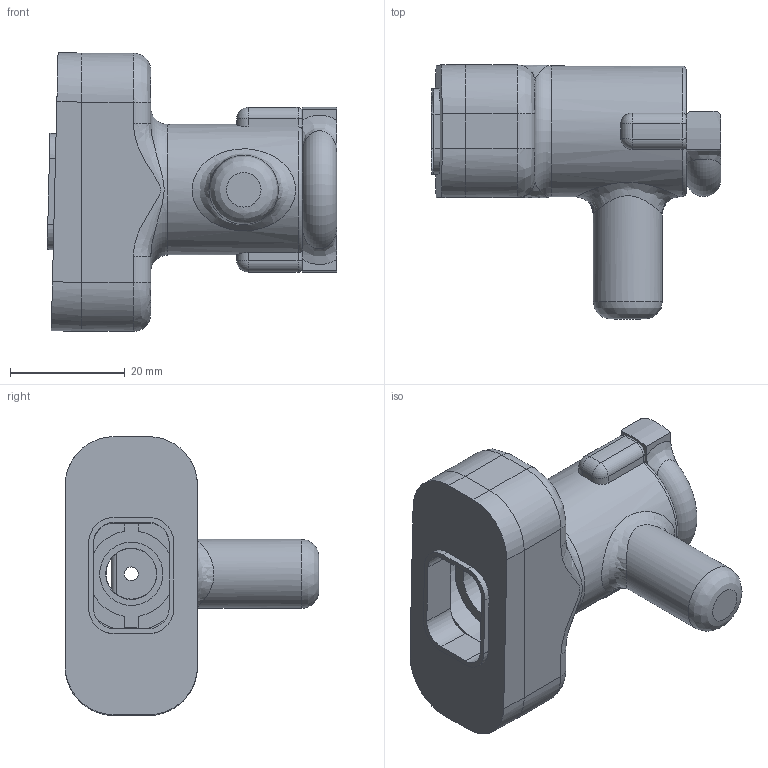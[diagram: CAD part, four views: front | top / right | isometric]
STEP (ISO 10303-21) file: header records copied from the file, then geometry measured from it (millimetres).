
FILE_DESCRIPTION(/* description */ (''),/* implementation_level */ '2;1');
FILE_NAME(/* name */ 'ECDLFocuser.step',/* time_stamp */ '2022-01-20T15:15:49-05:00',/* author */ (''),/* organization */ (''),/* preprocessor_version */ 'ST-DEVELOPER v18.1',/* originating_system */ 'Autodesk Translation Framework v10.10.0.1391',/* authorisation */ '');
FILE_SCHEMA (('AUTOMOTIVE_DESIGN { 1 0 10303 214 3 1 1 }'));
Length unit declared in the file: millimetre
Products named in the file (1): Focuser
Bounding box: 50.39 x 44.15 x 48.51 mm (x, y, z)
Volume: 26896.9 mm3; surface area: 13865.7 mm2
Topology: 5 solids, 5 shells, 178 faces, 410 edges, 261 vertices
Faces by surface type: cylinder 72, plane 70, bspline 20, torus 12, sphere 4
Full cylindrical faces by diameter (mm): 2.4 x2, 3.353 x10, 8.8 x1, 8.9 x1, 11 x1, 12 x1, 12.741 x3, 12.9 x1, 13 x1, 14.152 x5, 16.25 x1, 16.35 x1, 19.9 x1, 22.75 x1
Entity records: 9384 total; most frequent: CARTESIAN_POINT 5364, ORIENTED_EDGE 820, DIRECTION 800, EDGE_CURVE 410, AXIS2_PLACEMENT_3D 306, VERTEX_POINT 261, EDGE_LOOP 209, LINE 188
